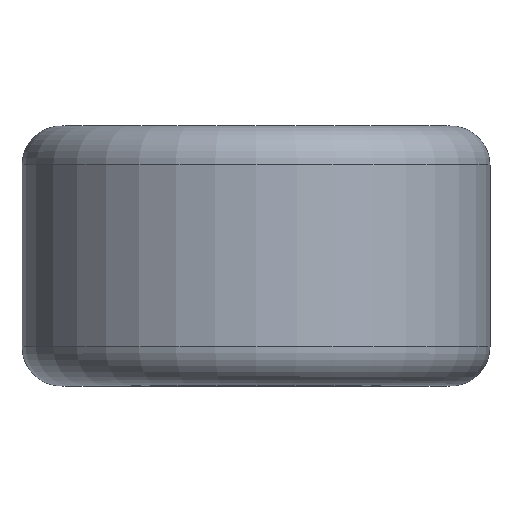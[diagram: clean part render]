
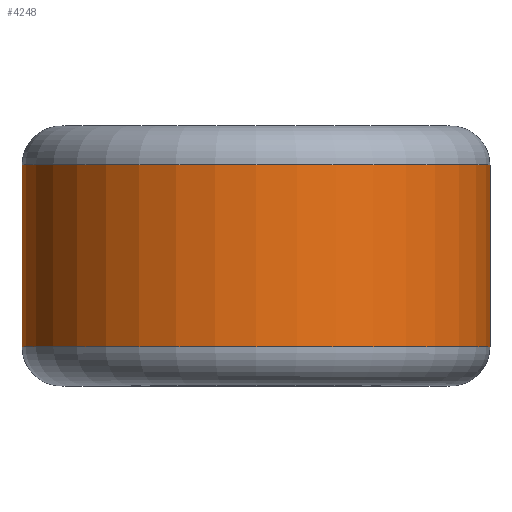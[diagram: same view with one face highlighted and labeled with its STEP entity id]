
A CAD part, top view. The second image highlights one B-rep face of the part: STEP entity #4248.
In plain terms, the highlighted cylindrical face has radius 4.5 mm (diameter 9 mm), a full revolution.
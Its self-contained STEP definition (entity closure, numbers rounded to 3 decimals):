
#335=FACE_BOUND('',#1533,.T.);
#336=FACE_BOUND('',#1534,.T.);
#347=B_SPLINE_CURVE_WITH_KNOTS('',3,(#5631,#5632,#5633,#5634,#5635,#5636,
#5637,#5638,#5639,#5640,#5641,#5642,#5643,#5644,#5645,#5646,#5647),
 .UNSPECIFIED.,.T.,.F.,(4,1,1,1,1,1,1,1,1,1,1,1,1,1,4),(-0.401,
-0.387,-0.373,-0.344,-0.287,
-0.258,-0.229,-0.201,-0.172,
-0.143,-0.115,-0.057,-0.029,
-0.014,0.),.UNSPECIFIED.);
#348=B_SPLINE_CURVE_WITH_KNOTS('',3,(#5649,#5650,#5651,#5652,#5653,#5654,
#5655,#5656,#5657,#5658,#5659,#5660,#5661,#5662,#5663,#5664),
 .UNSPECIFIED.,.T.,.F.,(4,1,1,1,1,1,1,1,1,1,1,1,1,4),(-0.401,
-0.373,-0.344,-0.287,-0.258,
-0.229,-0.201,-0.172,-0.158,
-0.143,-0.115,-0.057,-0.043,
0.),.UNSPECIFIED.);
#541=LINE('',#5624,#912);
#912=VECTOR('',#4825,4.5);
#1283=CYLINDRICAL_SURFACE('',#4598,4.5);
#1293=FACE_OUTER_BOUND('',#1532,.T.);
#1532=EDGE_LOOP('',(#2928,#2929,#2930,#2931,#2932,#2933,#2934,#2935));
#1533=EDGE_LOOP('',(#2936));
#1534=EDGE_LOOP('',(#2937));
#1784=CIRCLE('',#4594,4.5);
#1785=CIRCLE('',#4595,4.5);
#1786=CIRCLE('',#4596,4.5);
#1788=CIRCLE('',#4599,4.5);
#1789=CIRCLE('',#4600,4.5);
#1790=CIRCLE('',#4601,4.5);
#1818=VERTEX_POINT('',#5614);
#1819=VERTEX_POINT('',#5616);
#1820=VERTEX_POINT('',#5618);
#1821=VERTEX_POINT('',#5623);
#1822=VERTEX_POINT('',#5625);
#1823=VERTEX_POINT('',#5627);
#1824=VERTEX_POINT('',#5630);
#1825=VERTEX_POINT('',#5648);
#2262=EDGE_CURVE('',#1818,#1819,#1784,.T.);
#2263=EDGE_CURVE('',#1819,#1820,#1785,.T.);
#2264=EDGE_CURVE('',#1820,#1818,#1786,.T.);
#2266=EDGE_CURVE('',#1820,#1821,#541,.T.);
#2267=EDGE_CURVE('',#1822,#1821,#1788,.T.);
#2268=EDGE_CURVE('',#1823,#1822,#1789,.T.);
#2269=EDGE_CURVE('',#1821,#1823,#1790,.T.);
#2270=EDGE_CURVE('',#1824,#1824,#347,.T.);
#2271=EDGE_CURVE('',#1825,#1825,#348,.T.);
#2928=ORIENTED_EDGE('',*,*,#2263,.F.);
#2929=ORIENTED_EDGE('',*,*,#2262,.F.);
#2930=ORIENTED_EDGE('',*,*,#2264,.F.);
#2931=ORIENTED_EDGE('',*,*,#2266,.T.);
#2932=ORIENTED_EDGE('',*,*,#2267,.F.);
#2933=ORIENTED_EDGE('',*,*,#2268,.F.);
#2934=ORIENTED_EDGE('',*,*,#2269,.F.);
#2935=ORIENTED_EDGE('',*,*,#2266,.F.);
#2936=ORIENTED_EDGE('',*,*,#2270,.F.);
#2937=ORIENTED_EDGE('',*,*,#2271,.F.);
#4248=ADVANCED_FACE('',(#1293,#335,#336),#1283,.T.);
#4594=AXIS2_PLACEMENT_3D('',#5617,#4815,#4816);
#4595=AXIS2_PLACEMENT_3D('',#5619,#4817,#4818);
#4596=AXIS2_PLACEMENT_3D('',#5620,#4819,#4820);
#4598=AXIS2_PLACEMENT_3D('',#5622,#4823,#4824);
#4599=AXIS2_PLACEMENT_3D('',#5626,#4826,#4827);
#4600=AXIS2_PLACEMENT_3D('',#5628,#4828,#4829);
#4601=AXIS2_PLACEMENT_3D('',#5629,#4830,#4831);
#4815=DIRECTION('center_axis',(0.,1.,0.));
#4816=DIRECTION('ref_axis',(1.,0.,0.));
#4817=DIRECTION('center_axis',(0.,1.,0.));
#4818=DIRECTION('ref_axis',(1.,0.,0.));
#4819=DIRECTION('center_axis',(0.,1.,0.));
#4820=DIRECTION('ref_axis',(1.,0.,0.));
#4823=DIRECTION('center_axis',(0.,1.,0.));
#4824=DIRECTION('ref_axis',(-1.,0.,0.));
#4825=DIRECTION('',(0.,-1.,0.));
#4826=DIRECTION('center_axis',(0.,-1.,0.));
#4827=DIRECTION('ref_axis',(1.,0.,0.));
#4828=DIRECTION('center_axis',(0.,-1.,0.));
#4829=DIRECTION('ref_axis',(1.,0.,0.));
#4830=DIRECTION('center_axis',(0.,-1.,0.));
#4831=DIRECTION('ref_axis',(1.,0.,0.));
#5614=CARTESIAN_POINT('',(0.,1.75,2.));
#5616=CARTESIAN_POINT('',(-4.5,1.75,6.5));
#5617=CARTESIAN_POINT('Origin',(0.,1.75,6.5));
#5618=CARTESIAN_POINT('',(4.5,1.75,6.5));
#5619=CARTESIAN_POINT('Origin',(0.,1.75,6.5));
#5620=CARTESIAN_POINT('Origin',(0.,1.75,6.5));
#5622=CARTESIAN_POINT('Origin',(0.,0.,6.5));
#5623=CARTESIAN_POINT('',(4.5,-1.75,6.5));
#5624=CARTESIAN_POINT('',(4.5,0.,6.5));
#5625=CARTESIAN_POINT('',(-4.5,-1.75,6.5));
#5626=CARTESIAN_POINT('Origin',(0.,-1.75,6.5));
#5627=CARTESIAN_POINT('',(0.,-1.75,11.));
#5628=CARTESIAN_POINT('Origin',(0.,-1.75,6.5));
#5629=CARTESIAN_POINT('Origin',(0.,-1.75,6.5));
#5630=CARTESIAN_POINT('',(3.24,-0.5,3.377));
#5631=CARTESIAN_POINT('Ctrl Pts',(3.24,-0.5,3.377));
#5632=CARTESIAN_POINT('Ctrl Pts',(3.24,-0.59,3.377));
#5633=CARTESIAN_POINT('Ctrl Pts',(3.22,-0.769,3.356));
#5634=CARTESIAN_POINT('Ctrl Pts',(3.109,-1.088,3.245));
#5635=CARTESIAN_POINT('Ctrl Pts',(2.791,-1.504,2.949));
#5636=CARTESIAN_POINT('Ctrl Pts',(2.24,-1.681,2.571));
#5637=CARTESIAN_POINT('Ctrl Pts',(1.668,-1.44,2.314));
#5638=CARTESIAN_POINT('Ctrl Pts',(1.341,-1.038,2.202));
#5639=CARTESIAN_POINT('Ctrl Pts',(1.219,-0.5,2.169));
#5640=CARTESIAN_POINT('Ctrl Pts',(1.341,0.038,2.202));
#5641=CARTESIAN_POINT('Ctrl Pts',(1.668,0.44,2.314));
#5642=CARTESIAN_POINT('Ctrl Pts',(2.239,0.682,2.572));
#5643=CARTESIAN_POINT('Ctrl Pts',(2.792,0.504,2.949));
#5644=CARTESIAN_POINT('Ctrl Pts',(3.109,0.088,3.245));
#5645=CARTESIAN_POINT('Ctrl Pts',(3.22,-0.231,3.356));
#5646=CARTESIAN_POINT('Ctrl Pts',(3.24,-0.41,3.377));
#5647=CARTESIAN_POINT('Ctrl Pts',(3.24,-0.5,3.377));
#5648=CARTESIAN_POINT('',(-1.26,0.5,2.18));
#5649=CARTESIAN_POINT('Ctrl Pts',(-1.26,0.5,2.18));
#5650=CARTESIAN_POINT('Ctrl Pts',(-1.26,0.321,2.18));
#5651=CARTESIAN_POINT('Ctrl Pts',(-1.339,-0.037,2.203));
#5652=CARTESIAN_POINT('Ctrl Pts',(-1.781,-0.577,
2.349));
#5653=CARTESIAN_POINT('Ctrl Pts',(-2.402,-0.664,
2.668));
#5654=CARTESIAN_POINT('Ctrl Pts',(-2.88,-0.386,
3.034));
#5655=CARTESIAN_POINT('Ctrl Pts',(-3.157,-0.033,
3.288));
#5656=CARTESIAN_POINT('Ctrl Pts',(-3.282,0.5,3.421));
#5657=CARTESIAN_POINT('Ctrl Pts',(-3.178,0.946,3.311));
#5658=CARTESIAN_POINT('Ctrl Pts',(-3.018,1.208,3.16));
#5659=CARTESIAN_POINT('Ctrl Pts',(-2.82,1.422,2.989));
#5660=CARTESIAN_POINT('Ctrl Pts',(-2.4,1.661,2.667));
#5661=CARTESIAN_POINT('Ctrl Pts',(-1.861,1.586,2.389));
#5662=CARTESIAN_POINT('Ctrl Pts',(-1.385,1.124,2.214));
#5663=CARTESIAN_POINT('Ctrl Pts',(-1.26,0.769,2.18));
#5664=CARTESIAN_POINT('Ctrl Pts',(-1.26,0.5,2.18));
